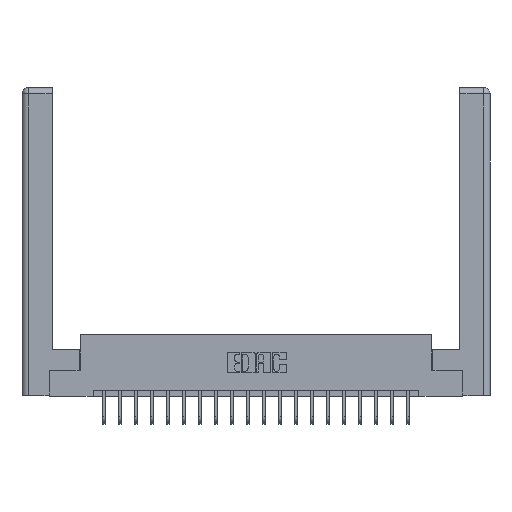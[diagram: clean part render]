
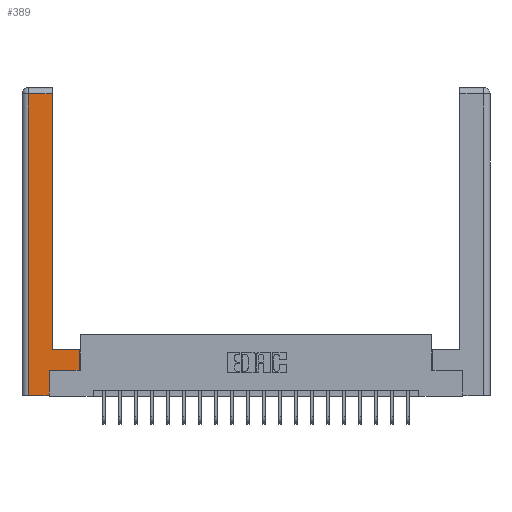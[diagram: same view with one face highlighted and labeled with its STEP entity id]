
A CAD part, top view. The second image highlights one B-rep face of the part: STEP entity #389.
In plain terms, the highlighted planar face has unit normal (0, 0, 1).
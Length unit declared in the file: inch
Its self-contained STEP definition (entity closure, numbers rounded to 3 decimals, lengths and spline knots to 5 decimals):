
#156 = DIRECTION ( 'NONE',  ( 0., 0., -1. ) ) ;
#389 = ADVANCED_FACE ( 'NONE', ( #14852 ), #11016, .F. ) ;
#578 = CARTESIAN_POINT ( 'NONE',  ( 0.0615, 2.94, 0. ) ) ;
#693 = CARTESIAN_POINT ( 'NONE',  ( 0.295, 0.45, 0. ) ) ;
#1134 = ORIENTED_EDGE ( 'NONE', *, *, #16487, .T. ) ;
#1337 = EDGE_LOOP ( 'NONE', ( #14767, #6864, #1134, #15975, #5451, #5617, #1353, #15368 ) ) ;
#1353 = ORIENTED_EDGE ( 'NONE', *, *, #11898, .T. ) ;
#1708 = CARTESIAN_POINT ( 'NONE',  ( 0.295, 0.45, 0. ) ) ;
#2036 = EDGE_CURVE ( 'NONE', #8923, #12458, #13020, .T. ) ;
#3269 = DIRECTION ( 'NONE',  ( -1., 0., 0. ) ) ;
#3470 = CARTESIAN_POINT ( 'NONE',  ( 0.295, 2.94, 0. ) ) ;
#4194 = CARTESIAN_POINT ( 'NONE',  ( 0.265, 0., 0. ) ) ;
#4322 = LINE ( 'NONE', #5089, #19352 ) ;
#4332 = DIRECTION ( 'NONE',  ( 0., 1., 0. ) ) ;
#4442 = EDGE_CURVE ( 'NONE', #17128, #10846, #20137, .T. ) ;
#4464 = VECTOR ( 'NONE', #19874, 39.37008 ) ;
#4698 = VECTOR ( 'NONE', #4332, 39.37008 ) ;
#5089 = CARTESIAN_POINT ( 'NONE',  ( 0.265, 0., 0. ) ) ;
#5451 = ORIENTED_EDGE ( 'NONE', *, *, #4442, .T. ) ;
#5518 = DIRECTION ( 'NONE',  ( 0., 1., 0. ) ) ;
#5617 = ORIENTED_EDGE ( 'NONE', *, *, #16719, .T. ) ;
#6008 = CARTESIAN_POINT ( 'NONE',  ( 0.295, 3., 0. ) ) ;
#6778 = LINE ( 'NONE', #10862, #9947 ) ;
#6864 = ORIENTED_EDGE ( 'NONE', *, *, #19808, .T. ) ;
#7300 = CARTESIAN_POINT ( 'NONE',  ( 0.0615, 0., 0. ) ) ;
#7837 = CARTESIAN_POINT ( 'NONE',  ( 0.265, 0.245, 0. ) ) ;
#8016 = LINE ( 'NONE', #693, #19335 ) ;
#8040 = VECTOR ( 'NONE', #18014, 39.37008 ) ;
#8188 = LINE ( 'NONE', #20011, #4464 ) ;
#8191 = DIRECTION ( 'NONE',  ( 1., 0., 0. ) ) ;
#8923 = VERTEX_POINT ( 'NONE', #1708 ) ;
#9947 = VECTOR ( 'NONE', #17264, 39.37008 ) ;
#10081 = CARTESIAN_POINT ( 'NONE',  ( 0.0615, 0., 0. ) ) ;
#10227 = VERTEX_POINT ( 'NONE', #17724 ) ;
#10846 = VERTEX_POINT ( 'NONE', #7837 ) ;
#10862 = CARTESIAN_POINT ( 'NONE',  ( 0.565, 0.245, 0. ) ) ;
#11016 = PLANE ( 'NONE',  #11955 ) ;
#11452 = VECTOR ( 'NONE', #19826, 39.37008 ) ;
#11647 = VERTEX_POINT ( 'NONE', #578 ) ;
#11683 = VERTEX_POINT ( 'NONE', #14862 ) ;
#11749 = DIRECTION ( 'NONE',  ( -1., 0., 0. ) ) ;
#11898 = EDGE_CURVE ( 'NONE', #11683, #10227, #8188, .T. ) ;
#11955 = AXIS2_PLACEMENT_3D ( 'NONE', #14280, #156, #3269 ) ;
#12458 = VERTEX_POINT ( 'NONE', #3470 ) ;
#13020 = LINE ( 'NONE', #6008, #4698 ) ;
#13229 = CARTESIAN_POINT ( 'NONE',  ( 0.265, 0.245, 0. ) ) ;
#13292 = CARTESIAN_POINT ( 'NONE',  ( 0.0615, 2.94, 0. ) ) ;
#13485 = VERTEX_POINT ( 'NONE', #10081 ) ;
#13622 = LINE ( 'NONE', #7300, #11452 ) ;
#14150 = LINE ( 'NONE', #13292, #8040 ) ;
#14280 = CARTESIAN_POINT ( 'NONE',  ( 0., 0., 0. ) ) ;
#14767 = ORIENTED_EDGE ( 'NONE', *, *, #2036, .T. ) ;
#14852 = FACE_OUTER_BOUND ( 'NONE', #1337, .T. ) ;
#14862 = CARTESIAN_POINT ( 'NONE',  ( 0.565, 0.245, 0. ) ) ;
#14993 = EDGE_CURVE ( 'NONE', #13485, #17128, #4322, .T. ) ;
#15368 = ORIENTED_EDGE ( 'NONE', *, *, #16553, .T. ) ;
#15975 = ORIENTED_EDGE ( 'NONE', *, *, #14993, .T. ) ;
#16487 = EDGE_CURVE ( 'NONE', #11647, #13485, #13622, .T. ) ;
#16553 = EDGE_CURVE ( 'NONE', #10227, #8923, #8016, .T. ) ;
#16719 = EDGE_CURVE ( 'NONE', #10846, #11683, #6778, .T. ) ;
#17128 = VERTEX_POINT ( 'NONE', #4194 ) ;
#17178 = VECTOR ( 'NONE', #5518, 39.37008 ) ;
#17264 = DIRECTION ( 'NONE',  ( 1., 0., 0. ) ) ;
#17724 = CARTESIAN_POINT ( 'NONE',  ( 0.565, 0.45, 0. ) ) ;
#18014 = DIRECTION ( 'NONE',  ( -1., 0., 0. ) ) ;
#19335 = VECTOR ( 'NONE', #11749, 39.37008 ) ;
#19352 = VECTOR ( 'NONE', #8191, 39.37008 ) ;
#19808 = EDGE_CURVE ( 'NONE', #12458, #11647, #14150, .T. ) ;
#19826 = DIRECTION ( 'NONE',  ( 0., -1., 0. ) ) ;
#19874 = DIRECTION ( 'NONE',  ( 0., 1., 0. ) ) ;
#20011 = CARTESIAN_POINT ( 'NONE',  ( 0.565, 0.45, 0. ) ) ;
#20137 = LINE ( 'NONE', #13229, #17178 ) ;
